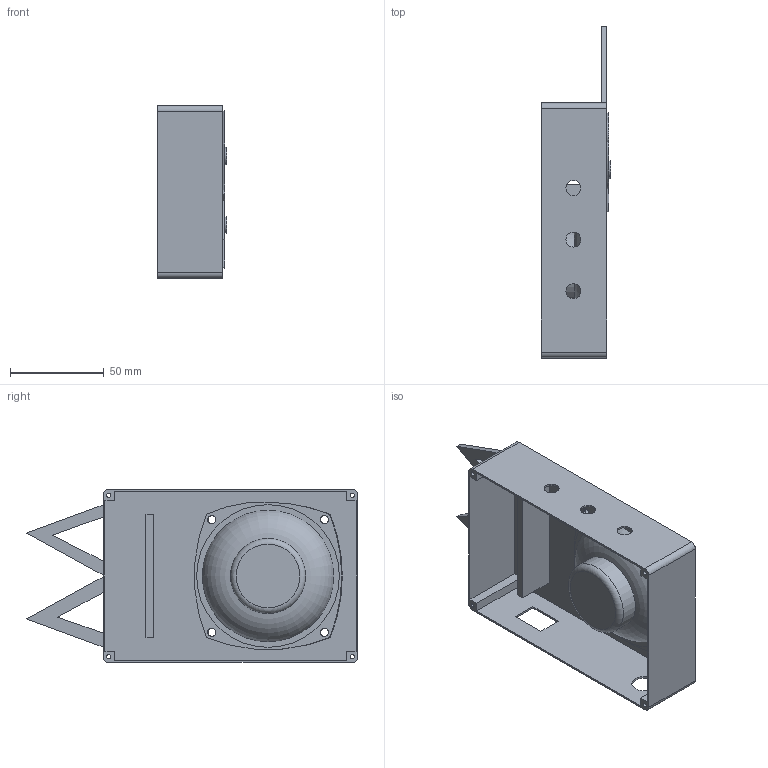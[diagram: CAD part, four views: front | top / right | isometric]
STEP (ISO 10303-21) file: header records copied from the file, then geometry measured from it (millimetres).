
FILE_DESCRIPTION(/* description */ (''),/* implementation_level */ '2;1');
FILE_NAME(/* name */ 'CAT SYNTH v7.step',/* time_stamp */ '2021-11-05T16:01:38+06:00',/* author */ (''),/* organization */ (''),/* preprocessor_version */ 'ST-DEVELOPER v18.1',/* originating_system */ 'Autodesk Translation Framework v10.10.0.1391',/* authorisation */ '');
FILE_SCHEMA (('AUTOMOTIVE_DESIGN { 1 0 10303 214 3 1 1 }'));
Length unit declared in the file: millimetre
Products named in the file (6): CAT SYNTH; Speaker; BODY; ACTUAL BODY; Component6; Mesh
Assembly tree (5 placements, depth 3):
  CAT SYNTH
    Speaker
    BODY
      ACTUAL BODY
    Component6
    Mesh
Bounding box: 37 x 176.73 x 92 mm (x, y, z)
Volume: 99785.2 mm3; surface area: 83106.5 mm2
Topology: 15 solids, 15 shells, 243 faces, 602 edges, 401 vertices
Faces by surface type: plane 155, cylinder 78, bspline 8, torus 2
Full cylindrical faces by diameter (mm): 2.2 x4, 4.5 x12, 8 x3, 8.681 x2, 9.214 x2, 13 x1, 40 x1, 70 x1, 76 x2
Entity records: 8412 total; most frequent: CARTESIAN_POINT 2193, DIRECTION 1239, ORIENTED_EDGE 1204, EDGE_CURVE 602, LINE 425, VECTOR 425, AXIS2_PLACEMENT_3D 407, VERTEX_POINT 401
